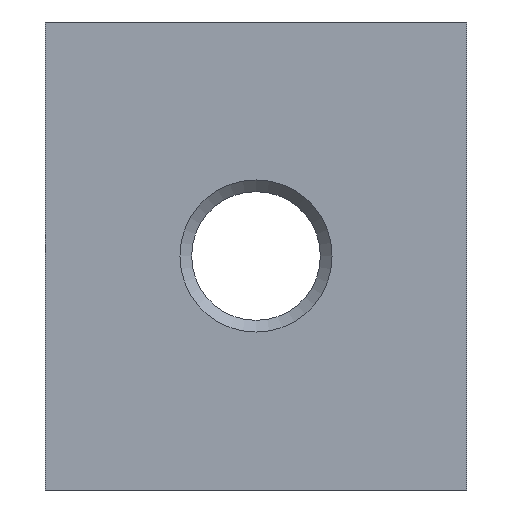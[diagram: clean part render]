
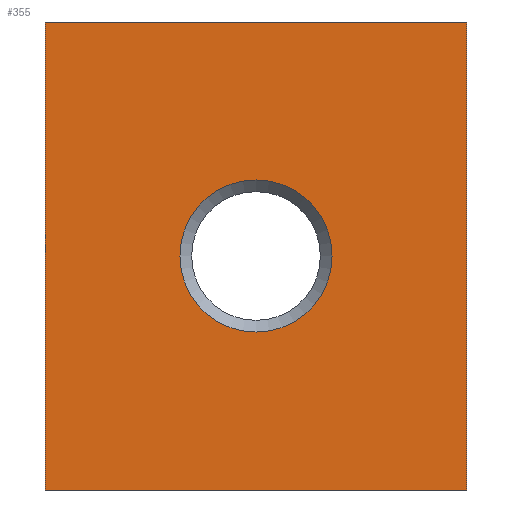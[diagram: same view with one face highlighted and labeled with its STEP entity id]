
A CAD part, front view. The second image highlights one B-rep face of the part: STEP entity #355.
In plain terms, the highlighted planar face has unit normal (0, -1, 0).
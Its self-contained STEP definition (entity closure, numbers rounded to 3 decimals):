
#14=FACE_BOUND('',#56,.T.);
#19=PLANE('',#408);
#38=FACE_OUTER_BOUND('',#55,.T.);
#55=EDGE_LOOP('',(#268,#269,#270,#271));
#56=EDGE_LOOP('',(#272,#273));
#78=LINE('',#584,#105);
#79=LINE('',#587,#106);
#80=LINE('',#589,#107);
#81=LINE('',#590,#108);
#105=VECTOR('',#481,1000.);
#106=VECTOR('',#484,1000.);
#107=VECTOR('',#485,1000.);
#108=VECTOR('',#486,1000.);
#137=CIRCLE('',#403,3.25);
#138=CIRCLE('',#404,3.25);
#159=VERTEX_POINT('',#567);
#160=VERTEX_POINT('',#569);
#162=VERTEX_POINT('',#578);
#164=VERTEX_POINT('',#582);
#165=VERTEX_POINT('',#586);
#166=VERTEX_POINT('',#588);
#197=EDGE_CURVE('',#160,#159,#137,.T.);
#198=EDGE_CURVE('',#159,#160,#138,.T.);
#204=EDGE_CURVE('',#162,#164,#78,.T.);
#205=EDGE_CURVE('',#164,#165,#79,.T.);
#206=EDGE_CURVE('',#166,#165,#80,.T.);
#207=EDGE_CURVE('',#162,#166,#81,.T.);
#268=ORIENTED_EDGE('',*,*,#205,.T.);
#269=ORIENTED_EDGE('',*,*,#206,.F.);
#270=ORIENTED_EDGE('',*,*,#207,.F.);
#271=ORIENTED_EDGE('',*,*,#204,.T.);
#272=ORIENTED_EDGE('',*,*,#197,.T.);
#273=ORIENTED_EDGE('',*,*,#198,.T.);
#355=ADVANCED_FACE('',(#38,#14),#19,.F.);
#403=AXIS2_PLACEMENT_3D('',#570,#466,#467);
#404=AXIS2_PLACEMENT_3D('',#571,#468,#469);
#408=AXIS2_PLACEMENT_3D('',#585,#482,#483);
#466=DIRECTION('center_axis',(0.,1.,0.));
#467=DIRECTION('ref_axis',(0.,0.,1.));
#468=DIRECTION('center_axis',(0.,1.,0.));
#469=DIRECTION('ref_axis',(0.,0.,1.));
#481=DIRECTION('',(-1.,0.,0.));
#482=DIRECTION('center_axis',(0.,1.,0.));
#483=DIRECTION('ref_axis',(1.,0.,0.));
#484=DIRECTION('',(0.,0.,-1.));
#485=DIRECTION('',(-1.,0.,0.));
#486=DIRECTION('',(0.,0.,-1.));
#567=CARTESIAN_POINT('',(0.,0.,13.25));
#569=CARTESIAN_POINT('',(0.,0.,6.75));
#570=CARTESIAN_POINT('Origin',(0.,0.,10.));
#571=CARTESIAN_POINT('Origin',(0.,0.,10.));
#578=CARTESIAN_POINT('',(9.,0.,20.));
#582=CARTESIAN_POINT('',(-9.,0.,20.));
#584=CARTESIAN_POINT('',(9.,0.,20.));
#585=CARTESIAN_POINT('Origin',(9.,0.,20.));
#586=CARTESIAN_POINT('',(-9.,0.,0.));
#587=CARTESIAN_POINT('',(-9.,0.,20.));
#588=CARTESIAN_POINT('',(9.,0.,0.));
#589=CARTESIAN_POINT('',(9.,0.,0.));
#590=CARTESIAN_POINT('',(9.,0.,20.));
